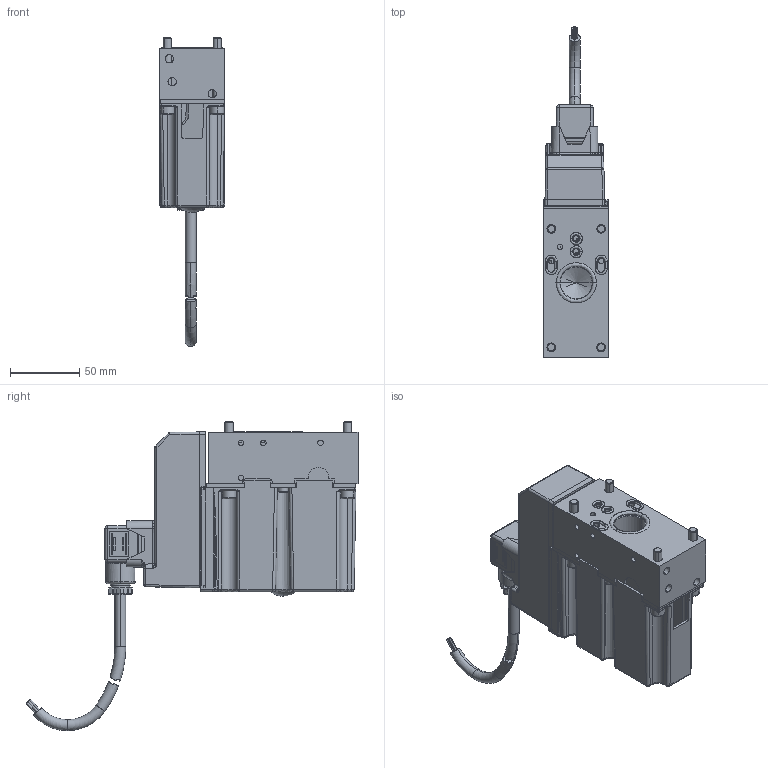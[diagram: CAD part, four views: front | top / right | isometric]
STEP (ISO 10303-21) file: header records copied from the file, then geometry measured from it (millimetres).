
FILE_DESCRIPTION (( 'STEP AP203' ), '1' );
FILE_NAME ('MHPODX.step', '2013-10-05T10:28:47', ( 'utente' ), ( '' ), 'SwSTEP 2.0', 'SolidWorks 2012', '' );
FILE_SCHEMA (( 'CONFIG_CONTROL_DESIGN' ));
Products named in the file (1): MHPODX
Bounding box: 47.32 x 239.56 x 223.2 mm (x, y, z)
Surface area: 122577.2 mm2 (no closed solid volume)
Topology: 0 solids, 52 shells, 914 faces, 3473 edges, 2534 vertices
Faces by surface type: plane 336, cylinder 299, bspline 205, torus 47, cone 15, sphere 12
Entity records: 41957 total; most frequent: CARTESIAN_POINT 15850, ORIENTED_EDGE 5227, DIRECTION 4569, EDGE_CURVE 3447, VERTEX_POINT 2532, VECTOR 1651, LINE 1651, AXIS2_PLACEMENT_3D 1459
